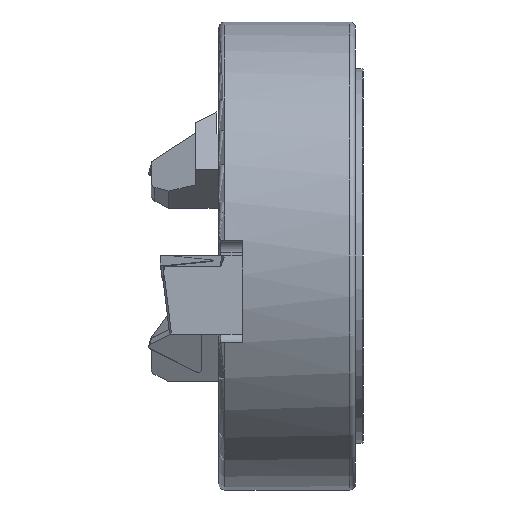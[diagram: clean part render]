
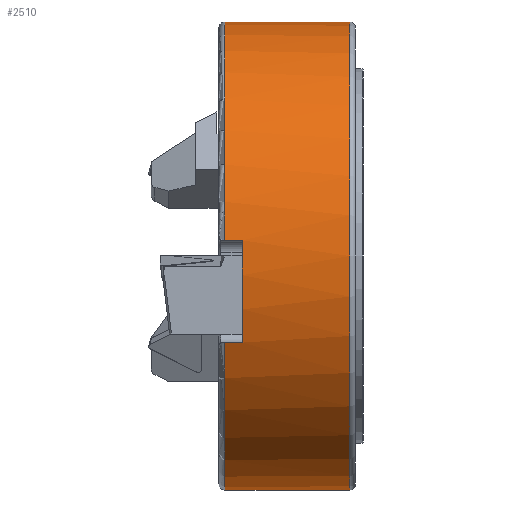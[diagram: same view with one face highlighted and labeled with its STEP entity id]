
A CAD part, front view. The second image highlights one B-rep face of the part: STEP entity #2510.
In plain terms, the highlighted cylindrical face has radius 60 mm (diameter 120 mm), a partial arc.
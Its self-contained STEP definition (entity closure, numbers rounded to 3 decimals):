
#107 = CARTESIAN_POINT ( 'NONE',  ( -81.871, 12.021, 60. ) ) ;
#390 = EDGE_CURVE ( 'NONE', #650, #3390, #540, .T. ) ;
#391 = CIRCLE ( 'NONE', #5763, 60. ) ;
#463 = DIRECTION ( 'NONE',  ( -1., 0., 0. ) ) ;
#540 = LINE ( 'NONE', #3440, #7172 ) ;
#541 = EDGE_CURVE ( 'NONE', #3023, #4512, #7118, .T. ) ;
#598 = CARTESIAN_POINT ( 'NONE',  ( -113.871, 12.021, 60. ) ) ;
#650 = VERTEX_POINT ( 'NONE', #1734 ) ;
#672 = CIRCLE ( 'NONE', #4098, 60. ) ;
#879 = CARTESIAN_POINT ( 'NONE',  ( -113.871, -47.845, 4. ) ) ;
#926 = EDGE_LOOP ( 'NONE', ( #7404, #4191, #1506, #5812, #2961, #2606, #6672, #2310 ) ) ;
#1134 = CARTESIAN_POINT ( 'NONE',  ( -115.371, 12.021, 60. ) ) ;
#1204 = DIRECTION ( 'NONE',  ( 0., 0., 1. ) ) ;
#1506 = ORIENTED_EDGE ( 'NONE', *, *, #1942, .T. ) ;
#1734 = CARTESIAN_POINT ( 'NONE',  ( -109.371, -43.721, -22.2 ) ) ;
#1780 = VERTEX_POINT ( 'NONE', #598 ) ;
#1935 = EDGE_CURVE ( 'NONE', #4160, #2327, #4464, .T. ) ;
#1942 = EDGE_CURVE ( 'NONE', #2644, #1780, #7187, .T. ) ;
#1957 = CIRCLE ( 'NONE', #5166, 60. ) ;
#2104 = AXIS2_PLACEMENT_3D ( 'NONE', #6998, #4123, #5944 ) ;
#2235 = DIRECTION ( 'NONE',  ( -1., 0., 0. ) ) ;
#2250 = CARTESIAN_POINT ( 'NONE',  ( -115.371, 12.021, -60. ) ) ;
#2310 = ORIENTED_EDGE ( 'NONE', *, *, #4814, .F. ) ;
#2327 = VERTEX_POINT ( 'NONE', #4620 ) ;
#2510 = ADVANCED_FACE ( 'NONE', ( #4553 ), #4190, .T. ) ;
#2606 = ORIENTED_EDGE ( 'NONE', *, *, #7299, .F. ) ;
#2644 = VERTEX_POINT ( 'NONE', #107 ) ;
#2693 = DIRECTION ( 'NONE',  ( 0., 0., 1. ) ) ;
#2961 = ORIENTED_EDGE ( 'NONE', *, *, #1935, .T. ) ;
#3023 = VERTEX_POINT ( 'NONE', #6644 ) ;
#3042 = AXIS2_PLACEMENT_3D ( 'NONE', #3601, #5295, #1204 ) ;
#3267 = CARTESIAN_POINT ( 'NONE',  ( -113.871, -43.721, -22.2 ) ) ;
#3375 = CARTESIAN_POINT ( 'NONE',  ( -115.371, -47.845, 4. ) ) ;
#3390 = VERTEX_POINT ( 'NONE', #3267 ) ;
#3406 = DIRECTION ( 'NONE',  ( 1., 0., 0. ) ) ;
#3440 = CARTESIAN_POINT ( 'NONE',  ( -115.371, -43.721, -22.2 ) ) ;
#3601 = CARTESIAN_POINT ( 'NONE',  ( -113.871, 12.021, 0. ) ) ;
#3903 = CARTESIAN_POINT ( 'NONE',  ( -109.371, 12.021, 0. ) ) ;
#4098 = AXIS2_PLACEMENT_3D ( 'NONE', #3903, #2235, #2693 ) ;
#4099 = CARTESIAN_POINT ( 'NONE',  ( -113.871, 12.021, -60. ) ) ;
#4123 = DIRECTION ( 'NONE',  ( -1., 0., 0. ) ) ;
#4160 = VERTEX_POINT ( 'NONE', #879 ) ;
#4190 = CYLINDRICAL_SURFACE ( 'NONE', #2104, 60. ) ;
#4191 = ORIENTED_EDGE ( 'NONE', *, *, #6765, .T. ) ;
#4464 = LINE ( 'NONE', #3375, #5479 ) ;
#4512 = VERTEX_POINT ( 'NONE', #4099 ) ;
#4516 = DIRECTION ( 'NONE',  ( -1., 0., 0. ) ) ;
#4553 = FACE_OUTER_BOUND ( 'NONE', #926, .T. ) ;
#4620 = CARTESIAN_POINT ( 'NONE',  ( -109.371, -47.845, 4. ) ) ;
#4814 = EDGE_CURVE ( 'NONE', #4512, #3390, #6069, .T. ) ;
#5166 = AXIS2_PLACEMENT_3D ( 'NONE', #5647, #4516, #5693 ) ;
#5295 = DIRECTION ( 'NONE',  ( -1., 0., 0. ) ) ;
#5479 = VECTOR ( 'NONE', #3406, 1000. ) ;
#5562 = VECTOR ( 'NONE', #463, 1000. ) ;
#5647 = CARTESIAN_POINT ( 'NONE',  ( -81.871, 12.021, 0. ) ) ;
#5693 = DIRECTION ( 'NONE',  ( 0., 0., 1. ) ) ;
#5763 = AXIS2_PLACEMENT_3D ( 'NONE', #6348, #5851, #6887 ) ;
#5812 = ORIENTED_EDGE ( 'NONE', *, *, #7512, .F. ) ;
#5851 = DIRECTION ( 'NONE',  ( -1., 0., 0. ) ) ;
#5944 = DIRECTION ( 'NONE',  ( 0., 0., 1. ) ) ;
#5948 = VECTOR ( 'NONE', #6897, 1000. ) ;
#6069 = CIRCLE ( 'NONE', #3042, 60. ) ;
#6348 = CARTESIAN_POINT ( 'NONE',  ( -113.871, 12.021, 0. ) ) ;
#6644 = CARTESIAN_POINT ( 'NONE',  ( -81.871, 12.021, -60. ) ) ;
#6672 = ORIENTED_EDGE ( 'NONE', *, *, #390, .T. ) ;
#6765 = EDGE_CURVE ( 'NONE', #3023, #2644, #1957, .T. ) ;
#6887 = DIRECTION ( 'NONE',  ( 0., 0., 1. ) ) ;
#6897 = DIRECTION ( 'NONE',  ( -1., 0., 0. ) ) ;
#6998 = CARTESIAN_POINT ( 'NONE',  ( -115.371, 12.021, 0. ) ) ;
#7118 = LINE ( 'NONE', #2250, #5948 ) ;
#7172 = VECTOR ( 'NONE', #7444, 1000. ) ;
#7187 = LINE ( 'NONE', #1134, #5562 ) ;
#7299 = EDGE_CURVE ( 'NONE', #650, #2327, #672, .T. ) ;
#7404 = ORIENTED_EDGE ( 'NONE', *, *, #541, .F. ) ;
#7444 = DIRECTION ( 'NONE',  ( -1., 0., 0. ) ) ;
#7512 = EDGE_CURVE ( 'NONE', #4160, #1780, #391, .T. ) ;
